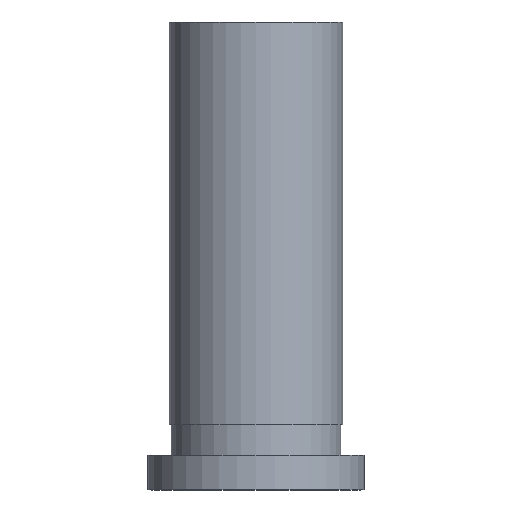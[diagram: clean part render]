
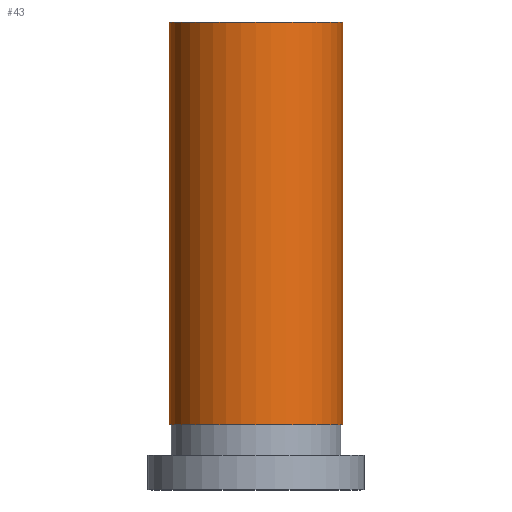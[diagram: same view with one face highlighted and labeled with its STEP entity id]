
A CAD part, front view. The second image highlights one B-rep face of the part: STEP entity #43.
In plain terms, the highlighted cylindrical face has radius 10 mm (diameter 20 mm), a full revolution.
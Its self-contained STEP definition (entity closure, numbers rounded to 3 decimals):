
#43=ADVANCED_FACE('',(#64,#65),#50,.T.);
#50=CYLINDRICAL_SURFACE('',#179,10.);
#64=FACE_BOUND('',#84,.T.);
#65=FACE_BOUND('',#85,.T.);
#84=EDGE_LOOP('',(#104));
#85=EDGE_LOOP('',(#105));
#104=ORIENTED_EDGE('',*,*,#130,.T.);
#105=ORIENTED_EDGE('',*,*,#129,.F.);
#119=VERTEX_POINT('',#256);
#120=VERTEX_POINT('',#259);
#129=EDGE_CURVE('',#119,#119,#139,.T.);
#130=EDGE_CURVE('',#120,#120,#140,.T.);
#139=CIRCLE('',#176,10.);
#140=CIRCLE('',#178,10.);
#176=AXIS2_PLACEMENT_3D('',#255,#216,#217);
#178=AXIS2_PLACEMENT_3D('',#258,#220,#221);
#179=AXIS2_PLACEMENT_3D('',#260,#222,#223);
#216=DIRECTION('',(0.,0.,1.));
#217=DIRECTION('',(0.,-1.,0.));
#220=DIRECTION('',(0.,0.,1.));
#221=DIRECTION('',(0.,-1.,0.));
#222=DIRECTION('',(0.,0.,1.));
#223=DIRECTION('',(0.,-1.,0.));
#255=CARTESIAN_POINT('',(0.,0.,50.));
#256=CARTESIAN_POINT('',(0.,-10.,50.));
#258=CARTESIAN_POINT('',(0.,0.,3.5));
#259=CARTESIAN_POINT('',(0.,-10.,3.5));
#260=CARTESIAN_POINT('',(0.,0.,-4.112));
